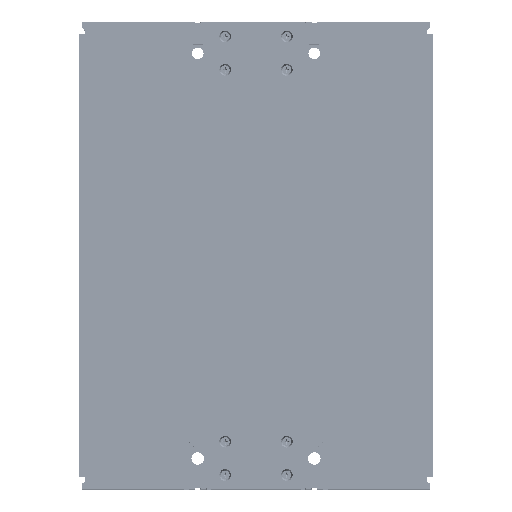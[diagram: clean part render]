
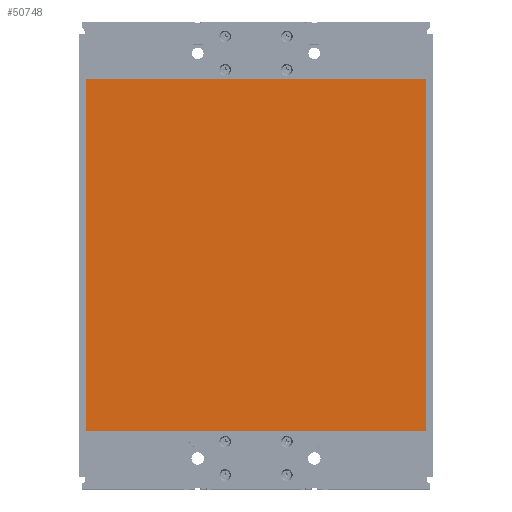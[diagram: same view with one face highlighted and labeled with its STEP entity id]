
A CAD part, top view. The second image highlights one B-rep face of the part: STEP entity #50748.
In plain terms, the highlighted planar face has unit normal (0, 0, 1).
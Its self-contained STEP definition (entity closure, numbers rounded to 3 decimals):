
#50669=DIRECTION('',(0.,1.,0.));
#50670=VECTOR('',#50669,211.1);
#50671=CARTESIAN_POINT('',(-422.092,-58.285,120.2));
#50672=LINE('',#50671,#50670);
#50673=DIRECTION('',(1.,0.,0.));
#50674=VECTOR('',#50673,204.7);
#50675=CARTESIAN_POINT('',(-422.092,152.815,120.2));
#50676=LINE('',#50675,#50674);
#50677=DIRECTION('',(0.,-1.,0.));
#50678=VECTOR('',#50677,211.1);
#50679=CARTESIAN_POINT('',(-217.392,152.815,120.2));
#50680=LINE('',#50679,#50678);
#50681=DIRECTION('',(-1.,0.,0.));
#50682=VECTOR('',#50681,204.7);
#50683=CARTESIAN_POINT('',(-217.392,-58.285,120.2));
#50684=LINE('',#50683,#50682);
#50717=CARTESIAN_POINT('',(-422.092,-58.285,120.2));
#50718=CARTESIAN_POINT('',(-422.092,152.815,120.2));
#50719=VERTEX_POINT('',#50717);
#50720=VERTEX_POINT('',#50718);
#50721=CARTESIAN_POINT('',(-217.392,152.815,120.2));
#50722=VERTEX_POINT('',#50721);
#50723=CARTESIAN_POINT('',(-217.392,-58.285,120.2));
#50724=VERTEX_POINT('',#50723);
#50733=CARTESIAN_POINT('',(-354.742,46.415,120.2));
#50734=DIRECTION('',(0.,0.,-1.));
#50735=DIRECTION('',(0.,1.,0.));
#50736=AXIS2_PLACEMENT_3D('',#50733,#50734,#50735);
#50737=PLANE('',#50736);
#50739=ORIENTED_EDGE('',*,*,#50738,.T.);
#50741=ORIENTED_EDGE('',*,*,#50740,.T.);
#50743=ORIENTED_EDGE('',*,*,#50742,.T.);
#50745=ORIENTED_EDGE('',*,*,#50744,.T.);
#50746=EDGE_LOOP('',(#50739,#50741,#50743,#50745));
#50747=FACE_OUTER_BOUND('',#50746,.F.);
#50748=ADVANCED_FACE('',(#50747),#50737,.F.);
#50738=EDGE_CURVE('',#50719,#50720,#50672,.T.);
#50740=EDGE_CURVE('',#50720,#50722,#50676,.T.);
#50742=EDGE_CURVE('',#50722,#50724,#50680,.T.);
#50744=EDGE_CURVE('',#50724,#50719,#50684,.T.);
